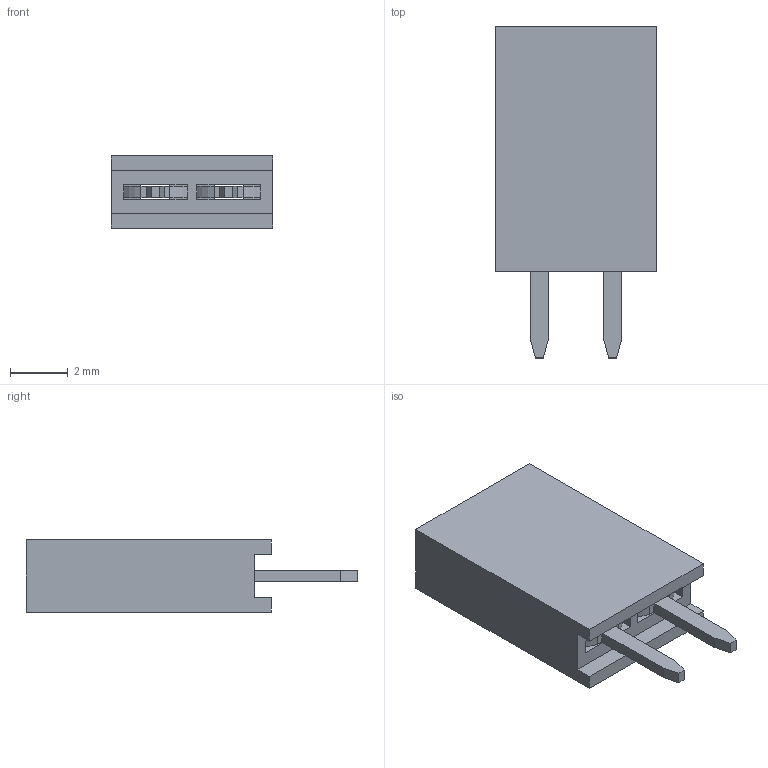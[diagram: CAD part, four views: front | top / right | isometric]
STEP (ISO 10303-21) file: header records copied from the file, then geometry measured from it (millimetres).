
FILE_DESCRIPTION (( 'STEP AP214' ), '1' );
FILE_NAME ('9CF1866A-9A83-47C5-91FB-35D40CF02BDD.STEP', '2023-07-19T22:04:38', ( '' ), ( '' ), 'SwSTEP 2.0', 'SolidWorks 2022', '' );
FILE_SCHEMA (( 'AUTOMOTIVE_DESIGN' ));
Length unit declared in the file: millimetre
Products named in the file (1): 9CF1866A-9A83-47C5-91FB-35D40CF02BDD
Bounding box: 5.58 x 11.5 x 2.5 mm (x, y, z)
Volume: 100.8 mm3; surface area: 325.6 mm2
Topology: 3 solids, 3 shells, 88 faces, 238 edges, 156 vertices
Faces by surface type: plane 68, cylinder 20
Entity records: 3260 total; most frequent: CARTESIAN_POINT 483, ORIENTED_EDGE 476, DIRECTION 456, EDGE_CURVE 238, LINE 198, VECTOR 198, VERTEX_POINT 156, AXIS2_PLACEMENT_3D 129
